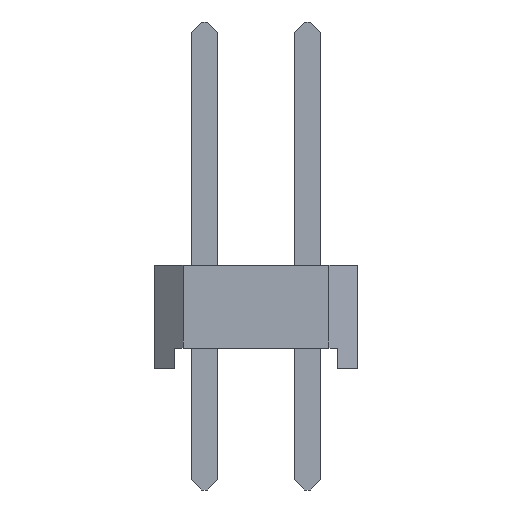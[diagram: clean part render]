
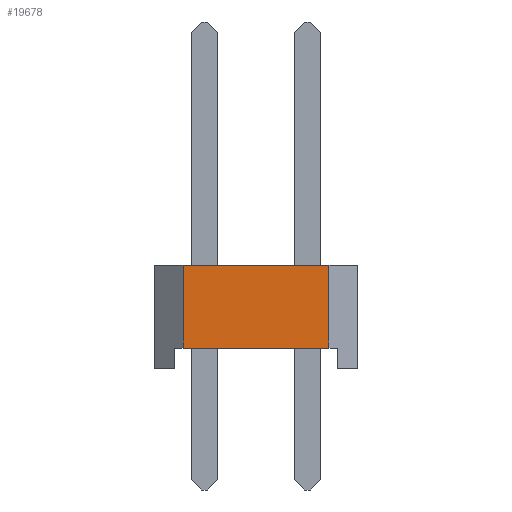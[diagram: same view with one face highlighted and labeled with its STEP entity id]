
A CAD part, left-side view. The second image highlights one B-rep face of the part: STEP entity #19678.
In plain terms, the highlighted planar face has unit normal (-1, 0, 0).
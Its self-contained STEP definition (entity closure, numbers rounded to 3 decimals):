
#587=FACE_OUTER_BOUND('',#1733,.T.);
#1733=EDGE_LOOP('',(#13792,#13793,#13794,#13795));
#2804=LINE('',#26871,#5396);
#3164=LINE('',#27818,#5756);
#3667=LINE('',#28788,#6259);
#3668=LINE('',#28789,#6260);
#5396=VECTOR('',#21864,1.);
#5756=VECTOR('',#22226,1.);
#6259=VECTOR('',#22959,1.);
#6260=VECTOR('',#22960,1.);
#8066=VERTEX_POINT('',#26868);
#8067=VERTEX_POINT('',#26870);
#8436=VERTEX_POINT('',#27815);
#8437=VERTEX_POINT('',#27817);
#9946=EDGE_CURVE('',#8066,#8067,#2804,.T.);
#10318=EDGE_CURVE('',#8436,#8437,#3164,.T.);
#10821=EDGE_CURVE('',#8067,#8436,#3667,.T.);
#10822=EDGE_CURVE('',#8066,#8437,#3668,.T.);
#13792=ORIENTED_EDGE('',*,*,#10821,.F.);
#13793=ORIENTED_EDGE('',*,*,#9946,.F.);
#13794=ORIENTED_EDGE('',*,*,#10822,.T.);
#13795=ORIENTED_EDGE('',*,*,#10318,.F.);
#18313=PLANE('',#20785);
#19678=ADVANCED_FACE('',(#587),#18313,.F.);
#20785=AXIS2_PLACEMENT_3D('',#28787,#22957,#22958);
#21864=DIRECTION('',(0.,1.,0.));
#22226=DIRECTION('',(0.,-1.,0.));
#22957=DIRECTION('center_axis',(1.,0.,0.));
#22958=DIRECTION('ref_axis',(0.,0.,-1.));
#22959=DIRECTION('',(0.,0.,1.));
#22960=DIRECTION('',(0.,0.,1.));
#26868=CARTESIAN_POINT('',(-25.4,-1.8,0.5));
#26870=CARTESIAN_POINT('',(-25.4,1.8,0.5));
#26871=CARTESIAN_POINT('',(-25.4,2.,0.5));
#27815=CARTESIAN_POINT('',(-25.4,1.8,2.54));
#27817=CARTESIAN_POINT('',(-25.4,-1.8,2.54));
#27818=CARTESIAN_POINT('',(-25.4,2.5,2.54));
#28787=CARTESIAN_POINT('Origin',(-25.4,2.5,2.54));
#28788=CARTESIAN_POINT('',(-25.4,1.8,0.));
#28789=CARTESIAN_POINT('',(-25.4,-1.8,0.));
